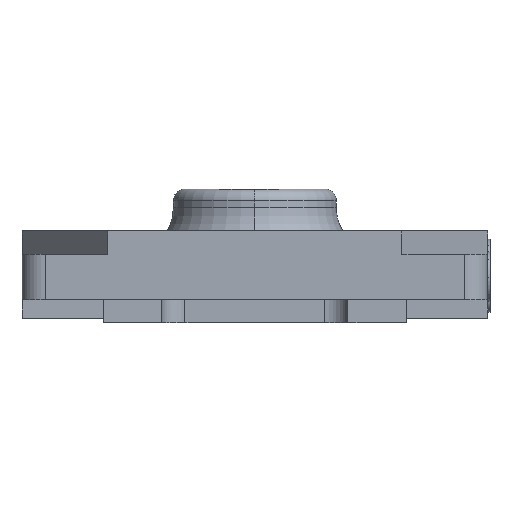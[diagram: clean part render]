
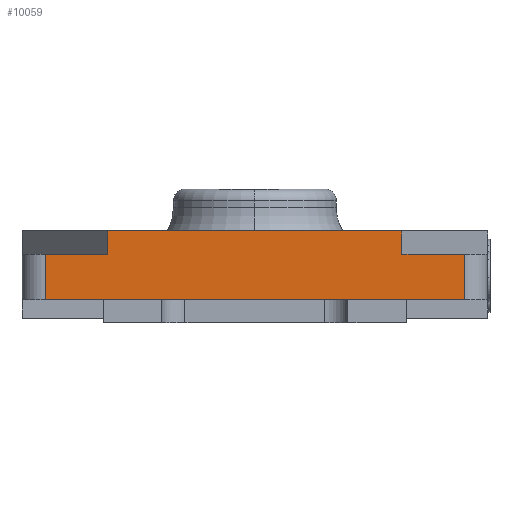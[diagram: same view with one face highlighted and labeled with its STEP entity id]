
A CAD part, left-side view. The second image highlights one B-rep face of the part: STEP entity #10059.
In plain terms, the highlighted planar face has unit normal (-1, 0, 0).
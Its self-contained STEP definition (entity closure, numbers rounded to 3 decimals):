
#77 = DIRECTION ( 'NONE',  ( 0., -1., 0. ) ) ;
#130 = LINE ( 'NONE', #8843, #1415 ) ;
#254 = ORIENTED_EDGE ( 'NONE', *, *, #8525, .T. ) ;
#344 = DIRECTION ( 'NONE',  ( 0., 0., 1. ) ) ;
#366 = CARTESIAN_POINT ( 'NONE',  ( -1.5, 0.65, 0.08 ) ) ;
#378 = DIRECTION ( 'NONE',  ( 0., -1., 0. ) ) ;
#669 = LINE ( 'NONE', #8367, #3454 ) ;
#817 = EDGE_CURVE ( 'NONE', #6607, #14357, #12607, .T. ) ;
#1019 = AXIS2_PLACEMENT_3D ( 'NONE', #5025, #10748, #3930 ) ;
#1030 = CARTESIAN_POINT ( 'NONE',  ( -1.5, -0.9, 0.275 ) ) ;
#1300 = VECTOR ( 'NONE', #6305, 1000. ) ;
#1415 = VECTOR ( 'NONE', #2979, 1000. ) ;
#1575 = ORIENTED_EDGE ( 'NONE', *, *, #5619, .F. ) ;
#2092 = VERTEX_POINT ( 'NONE', #13196 ) ;
#2312 = CARTESIAN_POINT ( 'NONE',  ( -1.5, -0.632, 0.275 ) ) ;
#2385 = DIRECTION ( 'NONE',  ( 0., 0., -1. ) ) ;
#2410 = EDGE_CURVE ( 'NONE', #6184, #10886, #7743, .T. ) ;
#2537 = ORIENTED_EDGE ( 'NONE', *, *, #7291, .F. ) ;
#2854 = CARTESIAN_POINT ( 'NONE',  ( -1.5, -0.632, 0.275 ) ) ;
#2979 = DIRECTION ( 'NONE',  ( 0., 0., -1. ) ) ;
#2983 = LINE ( 'NONE', #5305, #1300 ) ;
#3226 = EDGE_CURVE ( 'NONE', #11001, #12805, #8884, .T. ) ;
#3300 = CARTESIAN_POINT ( 'NONE',  ( -1.5, 0.632, 0.375 ) ) ;
#3454 = VECTOR ( 'NONE', #14004, 1000. ) ;
#3930 = DIRECTION ( 'NONE',  ( 0., 0., -1. ) ) ;
#4144 = LINE ( 'NONE', #11173, #10673 ) ;
#4486 = DIRECTION ( 'NONE',  ( 0., 0., 1. ) ) ;
#4782 = VERTEX_POINT ( 'NONE', #1030 ) ;
#4856 = ORIENTED_EDGE ( 'NONE', *, *, #2410, .F. ) ;
#5025 = CARTESIAN_POINT ( 'NONE',  ( -1.5, 0.9, 0.375 ) ) ;
#5187 = VECTOR ( 'NONE', #2385, 1000. ) ;
#5232 = FACE_OUTER_BOUND ( 'NONE', #8295, .T. ) ;
#5305 = CARTESIAN_POINT ( 'NONE',  ( -1.5, 0.9, 0.08 ) ) ;
#5331 = CARTESIAN_POINT ( 'NONE',  ( -1.5, -0.632, 0.275 ) ) ;
#5449 = VERTEX_POINT ( 'NONE', #5331 ) ;
#5568 = CARTESIAN_POINT ( 'NONE',  ( -1.5, -0.9, 0.08 ) ) ;
#5619 = EDGE_CURVE ( 'NONE', #2092, #11001, #669, .T. ) ;
#5904 = CARTESIAN_POINT ( 'NONE',  ( -1.5, 0.632, 0.275 ) ) ;
#6184 = VERTEX_POINT ( 'NONE', #3300 ) ;
#6305 = DIRECTION ( 'NONE',  ( 0., 1., 0. ) ) ;
#6390 = ORIENTED_EDGE ( 'NONE', *, *, #10212, .F. ) ;
#6427 = ORIENTED_EDGE ( 'NONE', *, *, #7119, .T. ) ;
#6607 = VERTEX_POINT ( 'NONE', #10902 ) ;
#7017 = LINE ( 'NONE', #2854, #12244 ) ;
#7119 = EDGE_CURVE ( 'NONE', #6607, #12805, #130, .T. ) ;
#7291 = EDGE_CURVE ( 'NONE', #14357, #6184, #4144, .T. ) ;
#7299 = VECTOR ( 'NONE', #9700, 1000. ) ;
#7334 = VECTOR ( 'NONE', #10194, 1000. ) ;
#7743 = LINE ( 'NONE', #12205, #7299 ) ;
#7950 = EDGE_CURVE ( 'NONE', #13777, #2092, #2983, .T. ) ;
#8043 = EDGE_CURVE ( 'NONE', #5449, #4782, #12524, .T. ) ;
#8225 = PLANE ( 'NONE',  #1019 ) ;
#8295 = EDGE_LOOP ( 'NONE', ( #13358, #6390, #12098, #254, #4856, #2537, #9873, #6427, #11834, #1575 ) ) ;
#8367 = CARTESIAN_POINT ( 'NONE',  ( -1.5, 0.9, 0.08 ) ) ;
#8525 = EDGE_CURVE ( 'NONE', #5449, #10886, #7017, .T. ) ;
#8843 = CARTESIAN_POINT ( 'NONE',  ( -1.5, 0.9, 0.375 ) ) ;
#8884 = LINE ( 'NONE', #12261, #7334 ) ;
#9235 = CARTESIAN_POINT ( 'NONE',  ( -1.5, -0.632, 0.375 ) ) ;
#9700 = DIRECTION ( 'NONE',  ( 0., -1., 0. ) ) ;
#9873 = ORIENTED_EDGE ( 'NONE', *, *, #817, .F. ) ;
#9996 = CARTESIAN_POINT ( 'NONE',  ( -1.5, 0.632, 0.275 ) ) ;
#10059 = ADVANCED_FACE ( 'NONE', ( #5232 ), #8225, .F. ) ;
#10194 = DIRECTION ( 'NONE',  ( 0., 1., 0. ) ) ;
#10212 = EDGE_CURVE ( 'NONE', #4782, #13777, #12592, .T. ) ;
#10245 = VECTOR ( 'NONE', #378, 1000. ) ;
#10673 = VECTOR ( 'NONE', #4486, 1000. ) ;
#10748 = DIRECTION ( 'NONE',  ( 1., 0., 0. ) ) ;
#10886 = VERTEX_POINT ( 'NONE', #9235 ) ;
#10902 = CARTESIAN_POINT ( 'NONE',  ( -1.5, 0.9, 0.275 ) ) ;
#11001 = VERTEX_POINT ( 'NONE', #366 ) ;
#11173 = CARTESIAN_POINT ( 'NONE',  ( -1.5, 0.632, 0.275 ) ) ;
#11520 = VECTOR ( 'NONE', #77, 1000. ) ;
#11676 = CARTESIAN_POINT ( 'NONE',  ( -1.5, 0.9, 0.08 ) ) ;
#11834 = ORIENTED_EDGE ( 'NONE', *, *, #3226, .F. ) ;
#12098 = ORIENTED_EDGE ( 'NONE', *, *, #8043, .F. ) ;
#12205 = CARTESIAN_POINT ( 'NONE',  ( -1.5, 0.9, 0.375 ) ) ;
#12244 = VECTOR ( 'NONE', #344, 1000. ) ;
#12261 = CARTESIAN_POINT ( 'NONE',  ( -1.5, 0.9, 0.08 ) ) ;
#12524 = LINE ( 'NONE', #2312, #11520 ) ;
#12592 = LINE ( 'NONE', #13435, #5187 ) ;
#12607 = LINE ( 'NONE', #5904, #10245 ) ;
#12805 = VERTEX_POINT ( 'NONE', #11676 ) ;
#13196 = CARTESIAN_POINT ( 'NONE',  ( -1.5, -0.65, 0.08 ) ) ;
#13358 = ORIENTED_EDGE ( 'NONE', *, *, #7950, .F. ) ;
#13435 = CARTESIAN_POINT ( 'NONE',  ( -1.5, -0.9, 0.375 ) ) ;
#13777 = VERTEX_POINT ( 'NONE', #5568 ) ;
#14004 = DIRECTION ( 'NONE',  ( 0., 1., 0. ) ) ;
#14357 = VERTEX_POINT ( 'NONE', #9996 ) ;
